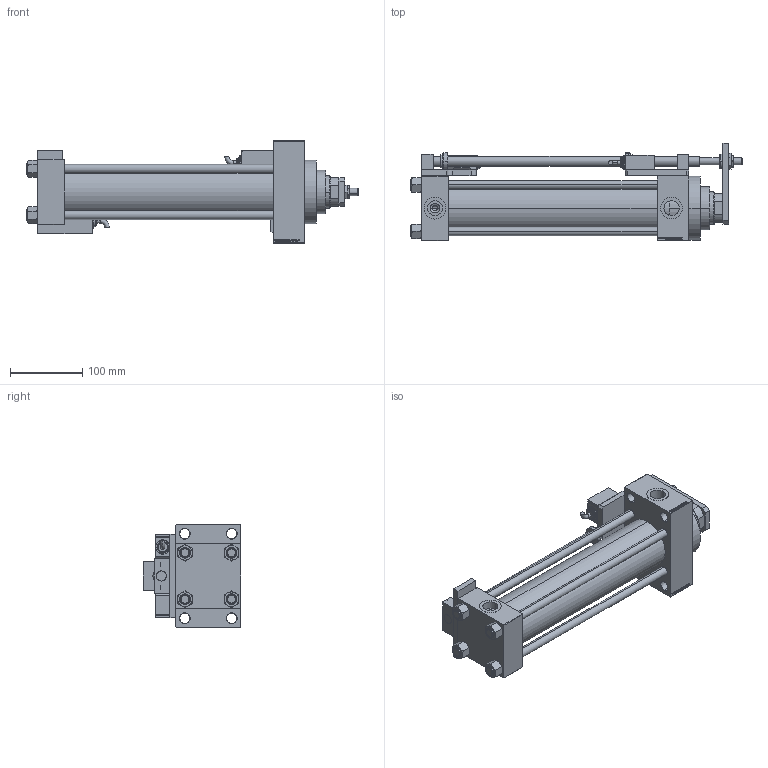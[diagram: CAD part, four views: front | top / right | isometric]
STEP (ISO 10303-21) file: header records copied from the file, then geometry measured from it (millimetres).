
FILE_DESCRIPTION (( 'STEP AP203' ), '1' );
FILE_NAME ('ed09.STEP', '2022-04-16T20:54:29', ( '' ), ( '' ), 'SwSTEP 2.0', 'SolidWorks 2019', '' );
FILE_SCHEMA (( 'CONFIG_CONTROL_DESIGN' ));
Length unit declared in the file: millimetre
Products named in the file (17): V215CD_VCP_D bca2cbaf46c78a21efbd34b6966e70d9; V215CD_D_TYCINKA bca2cbaf46c78a21efbd34b6966e70d9; V215CD_SWITCH_Q_NUT10 bca2cbaf46c78a21efbd34b6966e70d9; V215CD_SWITCH_Q_MAGNET bca2cbaf46c78a21efbd34b6966e70d9; V215CD_SWITCH_Q_TYC bca2cbaf46c78a21efbd34b6966e70d9; ed09; V215CD_NUT_M5_D bca2cbaf46c78a21efbd34b6966e70d9; V215CD_SWITCH_Q_BLOK bca2cbaf46c78a21efbd34b6966e70d9; V215CD_D_Body bca2cbaf46c78a21efbd34b6966e70d9; V215CD_SWITCH_Q_SWITCH bca2cbaf46c78a21efbd34b6966e70d9; V215CD_SWITCH_Q_PODLOZKA_FRONT bca2cbaf46c78a21efbd34b6966e70d9; V215CD_SWITCH_Q_NUT bca2cbaf46c78a21efbd34b6966e70d9; V215CD_SWITCH_Q_DIMA bca2cbaf46c78a21efbd34b6966e70d9; V215CD_VC_A bca2cbaf46c78a21efbd34b6966e70d9; Zatka_pro_OIL_PORT bca2cbaf46c78a21efbd34b6966e70d9; V215CD_SWITCH_Q_PODLOZKA_BACK bca2cbaf46c78a21efbd34b6966e70d9; V215CD_SWITCH_Q_ZARAZKA bca2cbaf46c78a21efbd34b6966e70d9
Assembly tree (25 placements, depth 2):
  ed09
    V215CD_D_Body bca2cbaf46c78a21efbd34b6966e70d9
    V215CD_VC_A bca2cbaf46c78a21efbd34b6966e70d9
    V215CD_VCP_D bca2cbaf46c78a21efbd34b6966e70d9
    V215CD_D_TYCINKA bca2cbaf46c78a21efbd34b6966e70d9  x4
    V215CD_NUT_M5_D bca2cbaf46c78a21efbd34b6966e70d9  x4
    V215CD_SWITCH_Q_BLOK bca2cbaf46c78a21efbd34b6966e70d9  x2
    V215CD_SWITCH_Q_DIMA bca2cbaf46c78a21efbd34b6966e70d9
    V215CD_SWITCH_Q_MAGNET bca2cbaf46c78a21efbd34b6966e70d9  x2
    V215CD_SWITCH_Q_NUT bca2cbaf46c78a21efbd34b6966e70d9
    V215CD_SWITCH_Q_NUT10 bca2cbaf46c78a21efbd34b6966e70d9
    V215CD_SWITCH_Q_PODLOZKA_BACK bca2cbaf46c78a21efbd34b6966e70d9
    V215CD_SWITCH_Q_PODLOZKA_FRONT bca2cbaf46c78a21efbd34b6966e70d9
    V215CD_SWITCH_Q_SWITCH bca2cbaf46c78a21efbd34b6966e70d9  x2
    V215CD_SWITCH_Q_TYC bca2cbaf46c78a21efbd34b6966e70d9
    V215CD_SWITCH_Q_ZARAZKA bca2cbaf46c78a21efbd34b6966e70d9
    Zatka_pro_OIL_PORT bca2cbaf46c78a21efbd34b6966e70d9
Bounding box: 459.5 x 135 x 142 mm (x, y, z)
Volume: 2065777.1 mm3; surface area: 471418.4 mm2
Topology: 25 solids, 25 shells, 1378 faces, 3379 edges, 2180 vertices
Faces by surface type: plane 641, bspline 368, cone 175, cylinder 158, torus 36
Entity records: 54597 total; most frequent: CARTESIAN_POINT 26510, ORIENTED_EDGE 5926, DIRECTION 4198, EDGE_CURVE 2963, VERTEX_POINT 1932, LINE 1750, VECTOR 1750, EDGE_LOOP 1347
